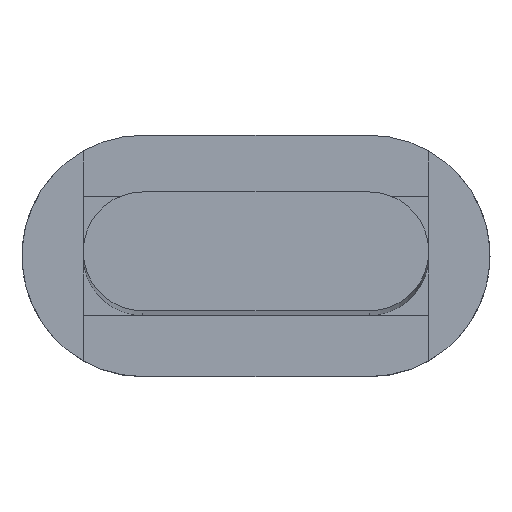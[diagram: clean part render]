
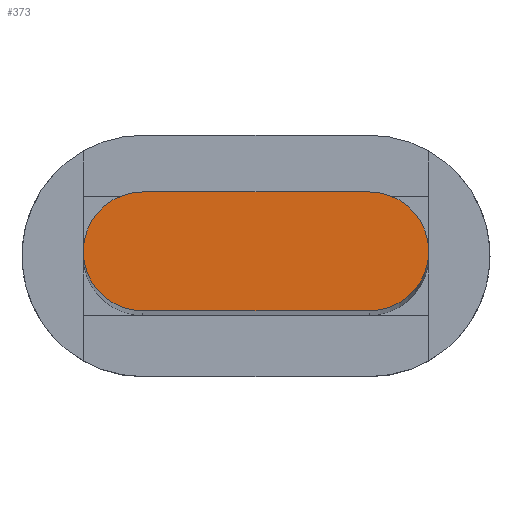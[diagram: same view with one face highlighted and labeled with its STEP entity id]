
A CAD part, top view. The second image highlights one B-rep face of the part: STEP entity #373.
In plain terms, the highlighted planar face has unit normal (0, 0, 1).
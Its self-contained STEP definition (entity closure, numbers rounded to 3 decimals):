
#21=CIRCLE('',#403,1.6);
#28=CIRCLE('',#420,1.6);
#51=FACE_OUTER_BOUND('',#71,.T.);
#71=EDGE_LOOP('',(#327,#328,#329,#330));
#108=LINE('',#630,#146);
#110=LINE('',#636,#148);
#146=VECTOR('',#520,10.);
#148=VECTOR('',#528,10.);
#168=VERTEX_POINT('',#584);
#169=VERTEX_POINT('',#586);
#181=VERTEX_POINT('',#628);
#182=VERTEX_POINT('',#632);
#210=EDGE_CURVE('',#168,#169,#21,.T.);
#231=EDGE_CURVE('',#181,#169,#108,.T.);
#233=EDGE_CURVE('',#181,#182,#28,.T.);
#234=EDGE_CURVE('',#182,#168,#110,.T.);
#327=ORIENTED_EDGE('',*,*,#233,.T.);
#328=ORIENTED_EDGE('',*,*,#234,.T.);
#329=ORIENTED_EDGE('',*,*,#210,.T.);
#330=ORIENTED_EDGE('',*,*,#231,.F.);
#353=PLANE('',#421);
#373=ADVANCED_FACE('',(#51),#353,.F.);
#403=AXIS2_PLACEMENT_3D('',#588,#474,#475);
#420=AXIS2_PLACEMENT_3D('',#634,#524,#525);
#421=AXIS2_PLACEMENT_3D('',#635,#526,#527);
#474=DIRECTION('center_axis',(0.,0.,
1.));
#475=DIRECTION('ref_axis',(1.,0.,0.));
#520=DIRECTION('',(1.,0.,0.));
#524=DIRECTION('center_axis',(0.,0.,
1.));
#525=DIRECTION('ref_axis',(1.,0.,0.));
#526=DIRECTION('center_axis',(0.,0.,
-1.));
#527=DIRECTION('ref_axis',(1.,0.,0.));
#528=DIRECTION('',(1.,0.,0.));
#584=CARTESIAN_POINT('',(6.103,-4.8,-0.6));
#586=CARTESIAN_POINT('',(6.103,-1.6,-0.6));
#588=CARTESIAN_POINT('Origin',(6.103,-3.2,-0.6));
#628=CARTESIAN_POINT('',(0.,-1.6,-0.6));
#630=CARTESIAN_POINT('',(0.,-1.6,-0.6));
#632=CARTESIAN_POINT('',(0.,-4.8,-0.6));
#634=CARTESIAN_POINT('Origin',(0.,-3.2,-0.6));
#635=CARTESIAN_POINT('Origin',(0.,-3.2,-0.6));
#636=CARTESIAN_POINT('',(0.,-4.8,-0.6));
